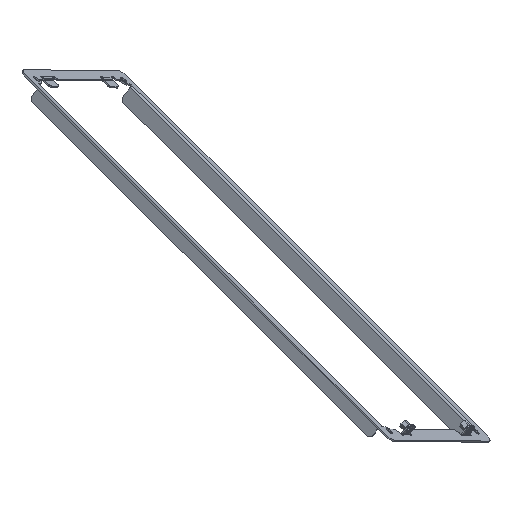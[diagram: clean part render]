
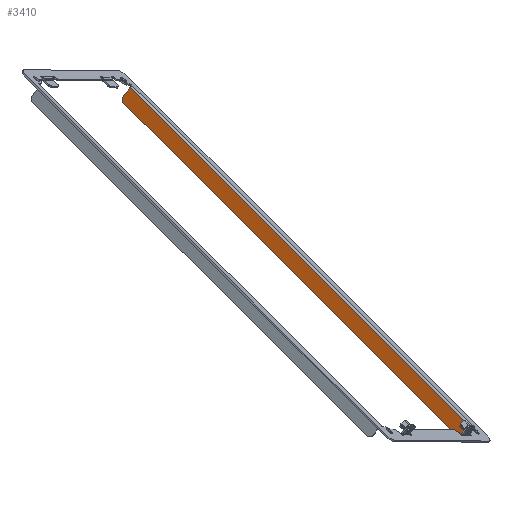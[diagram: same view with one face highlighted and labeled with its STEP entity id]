
A CAD part, isometric view. The second image highlights one B-rep face of the part: STEP entity #3410.
In plain terms, the highlighted face is planar.
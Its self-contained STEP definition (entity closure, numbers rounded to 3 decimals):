
#3204=CARTESIAN_POINT('Line Origine',(63.5,0.,-0.5)) ;
#3208=CARTESIAN_POINT('Vertex',(63.5,-165.,-0.5)) ;
#3210=CARTESIAN_POINT('Vertex',(63.5,165.,-0.5)) ;
#3317=CARTESIAN_POINT('Vertex',(63.5,162.,-11.)) ;
#3324=CARTESIAN_POINT('Vertex',(63.5,-162.,-11.)) ;
#3327=CARTESIAN_POINT('Line Origine',(63.5,0.,-11.)) ;
#3344=CARTESIAN_POINT('Axis2P3D Location',(63.5,-162.,-8.)) ;
#3348=CARTESIAN_POINT('Vertex',(63.5,-165.,-8.)) ;
#3368=CARTESIAN_POINT('Axis2P3D Location',(63.5,162.,-8.)) ;
#3372=CARTESIAN_POINT('Vertex',(63.5,165.,-8.)) ;
#3387=CARTESIAN_POINT('Axis2P3D Location',(63.5,0.,-0.5)) ;
#3392=CARTESIAN_POINT('Line Origine',(63.5,-165.,-4.25)) ;
#3397=CARTESIAN_POINT('Line Origine',(63.5,165.,-4.25)) ;
#3205=DIRECTION('Vector Direction',(0.,1.,0.)) ;
#3328=DIRECTION('Vector Direction',(0.,1.,0.)) ;
#3345=DIRECTION('Axis2P3D Direction',(1.,0.,0.)) ;
#3369=DIRECTION('Axis2P3D Direction',(1.,0.,0.)) ;
#3388=DIRECTION('Axis2P3D Direction',(1.,-0.,0.)) ;
#3389=DIRECTION('Axis2P3D XDirection',(0.,0.,-1.)) ;
#3393=DIRECTION('Vector Direction',(0.,0.,-1.)) ;
#3398=DIRECTION('Vector Direction',(0.,0.,-1.)) ;
#3346=AXIS2_PLACEMENT_3D('Circle Axis2P3D',#3344,#3345,$) ;
#3370=AXIS2_PLACEMENT_3D('Circle Axis2P3D',#3368,#3369,$) ;
#3390=AXIS2_PLACEMENT_3D('Plane Axis2P3D',#3387,#3388,#3389) ;
#3403=ORIENTED_EDGE('',*,*,#3374,.F.) ;
#3404=ORIENTED_EDGE('',*,*,#3331,.F.) ;
#3405=ORIENTED_EDGE('',*,*,#3350,.F.) ;
#3406=ORIENTED_EDGE('',*,*,#3396,.T.) ;
#3407=ORIENTED_EDGE('',*,*,#3212,.T.) ;
#3408=ORIENTED_EDGE('',*,*,#3401,.F.) ;
#3206=VECTOR('Line Direction',#3205,1.) ;
#3329=VECTOR('Line Direction',#3328,1.) ;
#3394=VECTOR('Line Direction',#3393,1.) ;
#3399=VECTOR('Line Direction',#3398,1.) ;
#3410=ADVANCED_FACE('PartBody',(#3409),#3391,.F.) ;
#3347=CIRCLE('generated circle',#3346,3.) ;
#3371=CIRCLE('generated circle',#3370,3.) ;
#3212=EDGE_CURVE('',#3209,#3211,#3207,.T.) ;
#3331=EDGE_CURVE('',#3325,#3318,#3330,.T.) ;
#3350=EDGE_CURVE('',#3349,#3325,#3347,.T.) ;
#3374=EDGE_CURVE('',#3318,#3373,#3371,.T.) ;
#3396=EDGE_CURVE('',#3349,#3209,#3395,.F.) ;
#3401=EDGE_CURVE('',#3373,#3211,#3400,.F.) ;
#3402=EDGE_LOOP('',(#3403,#3404,#3405,#3406,#3407,#3408)) ;
#3409=FACE_OUTER_BOUND('',#3402,.T.) ;
#3207=LINE('Line',#3204,#3206) ;
#3330=LINE('Line',#3327,#3329) ;
#3395=LINE('Line',#3392,#3394) ;
#3400=LINE('Line',#3397,#3399) ;
#3391=PLANE('',#3390) ;
#3209=VERTEX_POINT('',#3208) ;
#3211=VERTEX_POINT('',#3210) ;
#3318=VERTEX_POINT('',#3317) ;
#3325=VERTEX_POINT('',#3324) ;
#3349=VERTEX_POINT('',#3348) ;
#3373=VERTEX_POINT('',#3372) ;
